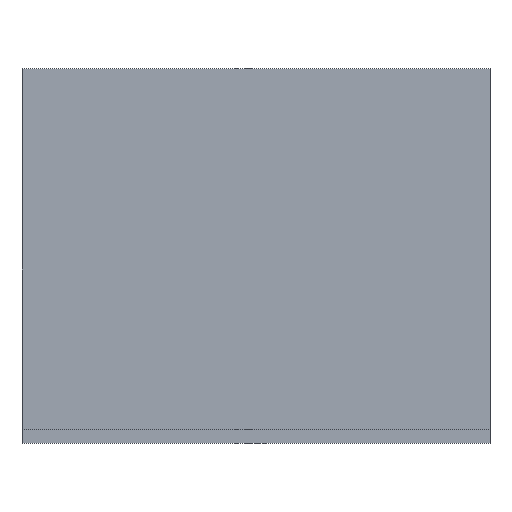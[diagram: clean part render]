
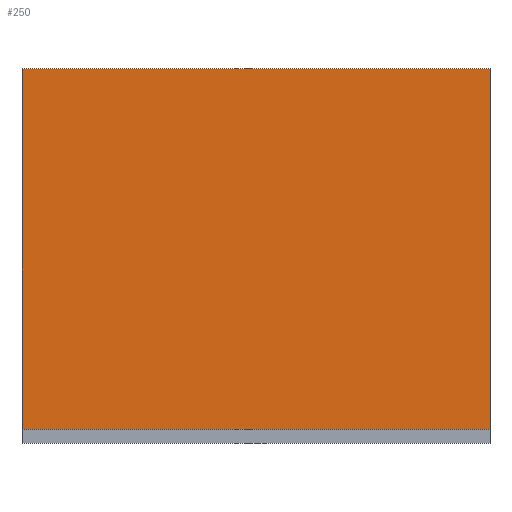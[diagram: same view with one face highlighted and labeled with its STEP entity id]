
A CAD part, front view. The second image highlights one B-rep face of the part: STEP entity #250.
In plain terms, the highlighted planar face has unit normal (0, -1, 0).
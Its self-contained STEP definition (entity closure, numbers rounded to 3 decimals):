
#23=PLANE('',#288);
#36=FACE_OUTER_BOUND('',#50,.T.);
#50=EDGE_LOOP('',(#209,#210,#211,#212));
#58=LINE('',#367,#89);
#80=LINE('',#412,#111);
#81=LINE('',#414,#112);
#82=LINE('',#415,#113);
#89=VECTOR('',#305,10.);
#111=VECTOR('',#339,10.);
#112=VECTOR('',#340,10.);
#113=VECTOR('',#341,10.);
#123=VERTEX_POINT('',#365);
#124=VERTEX_POINT('',#366);
#141=VERTEX_POINT('',#411);
#142=VERTEX_POINT('',#413);
#146=EDGE_CURVE('',#123,#124,#58,.T.);
#168=EDGE_CURVE('',#124,#141,#80,.T.);
#169=EDGE_CURVE('',#141,#142,#81,.T.);
#170=EDGE_CURVE('',#142,#123,#82,.T.);
#209=ORIENTED_EDGE('',*,*,#146,.T.);
#210=ORIENTED_EDGE('',*,*,#168,.T.);
#211=ORIENTED_EDGE('',*,*,#169,.T.);
#212=ORIENTED_EDGE('',*,*,#170,.T.);
#250=ADVANCED_FACE('',(#36),#23,.T.);
#288=AXIS2_PLACEMENT_3D('',#410,#337,#338);
#305=DIRECTION('',(1.,0.,0.));
#337=DIRECTION('center_axis',(0.,-1.,0.));
#338=DIRECTION('ref_axis',(0.,0.,-1.));
#339=DIRECTION('',(0.,0.,1.));
#340=DIRECTION('',(-1.,0.,0.));
#341=DIRECTION('',(0.,0.,-1.));
#365=CARTESIAN_POINT('',(-50.,-2.,-37.));
#366=CARTESIAN_POINT('',(50.,-2.,-37.));
#367=CARTESIAN_POINT('',(25.,-2.,-37.));
#410=CARTESIAN_POINT('Origin',(0.,-2.,0.));
#411=CARTESIAN_POINT('',(50.,-2.,40.));
#412=CARTESIAN_POINT('',(50.,-2.,40.));
#413=CARTESIAN_POINT('',(-50.,-2.,40.));
#414=CARTESIAN_POINT('',(-50.,-2.,40.));
#415=CARTESIAN_POINT('',(-50.,-2.,-40.));
